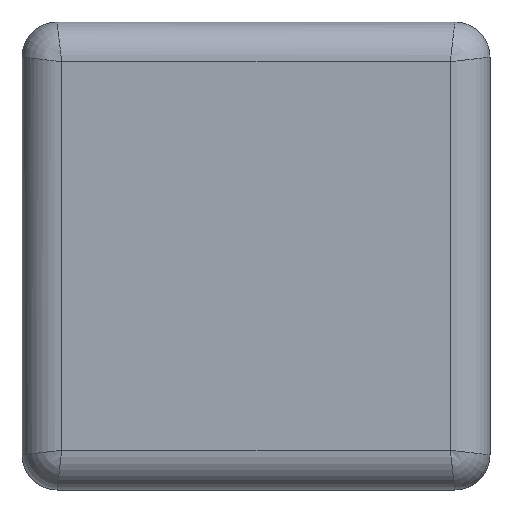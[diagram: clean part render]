
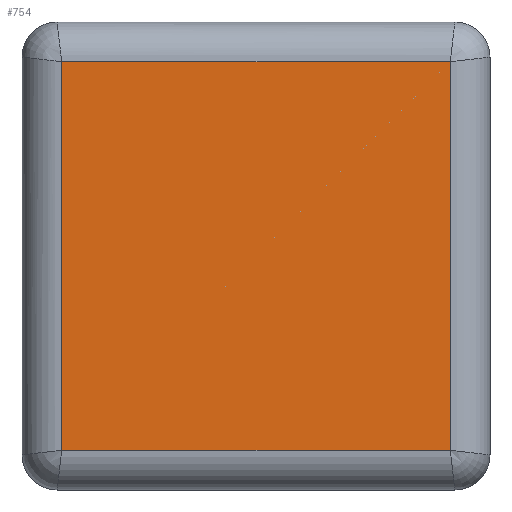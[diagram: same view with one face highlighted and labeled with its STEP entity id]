
A CAD part, left-side view. The second image highlights one B-rep face of the part: STEP entity #754.
In plain terms, the highlighted planar face has unit normal (-1, 0, 0).
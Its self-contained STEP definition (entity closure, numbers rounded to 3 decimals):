
#754=ADVANCED_FACE('',(#2410),#2412,.T.);
#2410=FACE_BOUND('',#2411,.T.);
#2411=EDGE_LOOP('',(#2773,#2774,#2775,#2776));
#2412=PLANE('',#2413);
#2413=AXIS2_PLACEMENT_3D('',#2414,#2415,#2416);
#2414=CARTESIAN_POINT('',(-3.15,1.47,0.));
#2415=DIRECTION('',(-1.,0.,0.));
#2416=DIRECTION('',(0.,-1.,0.));
#2773=ORIENTED_EDGE('',*,*,#2953,.T.);
#2774=ORIENTED_EDGE('',*,*,#2949,.F.);
#2775=ORIENTED_EDGE('',*,*,#2959,.F.);
#2776=ORIENTED_EDGE('',*,*,#2956,.T.);
#2949=EDGE_CURVE('',#3233,#3234,#3235,.T.);
#2953=EDGE_CURVE('',#3239,#3234,#3240,.T.);
#2956=EDGE_CURVE('',#3243,#3239,#3244,.T.);
#2959=EDGE_CURVE('',#3243,#3233,#3247,.T.);
#3233=VERTEX_POINT('',#3969);
#3234=VERTEX_POINT('',#3970);
#3235=LINE('',#3971,#3972);
#3239=VERTEX_POINT('',#4004);
#3240=LINE('',#4005,#4006);
#3243=VERTEX_POINT('',#4028);
#3244=LINE('',#4029,#4030);
#3247=LINE('',#4052,#4053);
#3969=CARTESIAN_POINT('',(-3.15,1.22,2.69));
#3970=CARTESIAN_POINT('',(-3.15,-1.22,2.69));
#3971=CARTESIAN_POINT('',(-3.15,1.22,2.69));
#3972=VECTOR('',#3973,1.);
#3973=DIRECTION('',(0.,-1.,0.));
#4004=CARTESIAN_POINT('',(-3.15,-1.22,0.25));
#4005=CARTESIAN_POINT('',(-3.15,-1.22,0.25));
#4006=VECTOR('',#4007,1.);
#4007=DIRECTION('',(0.,0.,1.));
#4028=CARTESIAN_POINT('',(-3.15,1.22,0.25));
#4029=CARTESIAN_POINT('',(-3.15,1.22,0.25));
#4030=VECTOR('',#4031,1.);
#4031=DIRECTION('',(0.,-1.,0.));
#4052=CARTESIAN_POINT('',(-3.15,1.22,0.25));
#4053=VECTOR('',#4054,1.);
#4054=DIRECTION('',(0.,0.,1.));
